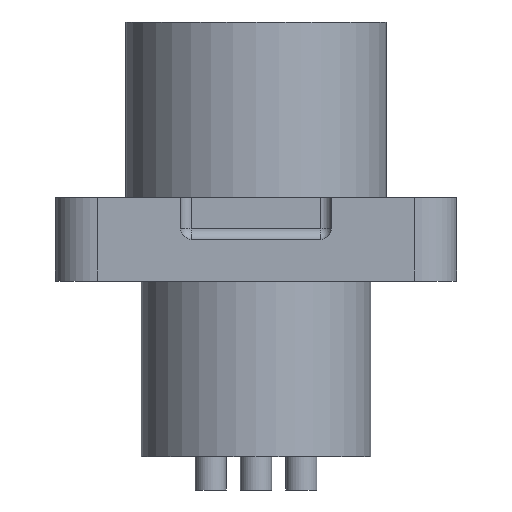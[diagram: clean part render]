
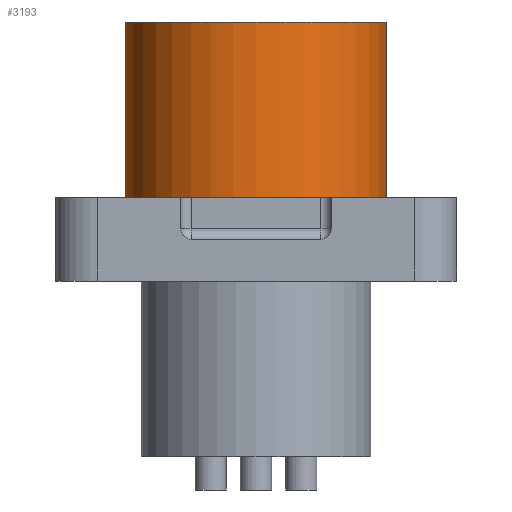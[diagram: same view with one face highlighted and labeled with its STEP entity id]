
A CAD part, front view. The second image highlights one B-rep face of the part: STEP entity #3193.
In plain terms, the highlighted cylindrical face has radius 6.25 mm (diameter 12.5 mm), a partial arc.
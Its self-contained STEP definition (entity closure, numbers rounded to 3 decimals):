
#355 = EDGE_CURVE ( 'NONE', #4050, #4133, #1148, .T. ) ;
#419 = DIRECTION ( 'NONE',  ( 1., 0., 0. ) ) ;
#430 = CIRCLE ( 'NONE', #3691, 6.25 ) ;
#628 = CARTESIAN_POINT ( 'NONE',  ( -6.25, 0., 12.4 ) ) ;
#719 = EDGE_LOOP ( 'NONE', ( #2617, #5044, #949, #1333 ) ) ;
#851 = AXIS2_PLACEMENT_3D ( 'NONE', #4217, #3295, #2064 ) ;
#949 = ORIENTED_EDGE ( 'NONE', *, *, #355, .T. ) ;
#1019 = AXIS2_PLACEMENT_3D ( 'NONE', #1712, #5638, #3220 ) ;
#1095 = CARTESIAN_POINT ( 'NONE',  ( 6.25, 0., 12.4 ) ) ;
#1148 = LINE ( 'NONE', #5069, #5186 ) ;
#1333 = ORIENTED_EDGE ( 'NONE', *, *, #4324, .T. ) ;
#1363 = CYLINDRICAL_SURFACE ( 'NONE', #1019, 6.25 ) ;
#1629 = DIRECTION ( 'NONE',  ( 0., 0., -1. ) ) ;
#1712 = CARTESIAN_POINT ( 'NONE',  ( 0., 0., 12.4 ) ) ;
#2064 = DIRECTION ( 'NONE',  ( 1., 0., 0. ) ) ;
#2068 = EDGE_CURVE ( 'NONE', #4050, #3321, #2749, .T. ) ;
#2416 = DIRECTION ( 'NONE',  ( 0., 0., -1. ) ) ;
#2589 = CARTESIAN_POINT ( 'NONE',  ( 0., 0., 4. ) ) ;
#2617 = ORIENTED_EDGE ( 'NONE', *, *, #3729, .F. ) ;
#2668 = FACE_OUTER_BOUND ( 'NONE', #719, .T. ) ;
#2749 = CIRCLE ( 'NONE', #851, 6.25 ) ;
#2913 = LINE ( 'NONE', #1095, #4520 ) ;
#3032 = DIRECTION ( 'NONE',  ( 0., 0., 1. ) ) ;
#3193 = ADVANCED_FACE ( 'NONE', ( #2668 ), #1363, .T. ) ;
#3220 = DIRECTION ( 'NONE',  ( -1., 0., 0. ) ) ;
#3295 = DIRECTION ( 'NONE',  ( 0., 0., 1. ) ) ;
#3321 = VERTEX_POINT ( 'NONE', #4644 ) ;
#3691 = AXIS2_PLACEMENT_3D ( 'NONE', #2589, #3032, #419 ) ;
#3729 = EDGE_CURVE ( 'NONE', #3321, #4568, #2913, .T. ) ;
#4050 = VERTEX_POINT ( 'NONE', #628 ) ;
#4110 = CARTESIAN_POINT ( 'NONE',  ( 6.25, 0., 4. ) ) ;
#4133 = VERTEX_POINT ( 'NONE', #5560 ) ;
#4217 = CARTESIAN_POINT ( 'NONE',  ( 0., 0., 12.4 ) ) ;
#4324 = EDGE_CURVE ( 'NONE', #4133, #4568, #430, .T. ) ;
#4520 = VECTOR ( 'NONE', #2416, 1000. ) ;
#4568 = VERTEX_POINT ( 'NONE', #4110 ) ;
#4644 = CARTESIAN_POINT ( 'NONE',  ( 6.25, 0., 12.4 ) ) ;
#5044 = ORIENTED_EDGE ( 'NONE', *, *, #2068, .F. ) ;
#5069 = CARTESIAN_POINT ( 'NONE',  ( -6.25, 0., 12.4 ) ) ;
#5186 = VECTOR ( 'NONE', #1629, 1000. ) ;
#5560 = CARTESIAN_POINT ( 'NONE',  ( -6.25, 0., 4. ) ) ;
#5638 = DIRECTION ( 'NONE',  ( 0., 0., -1. ) ) ;
